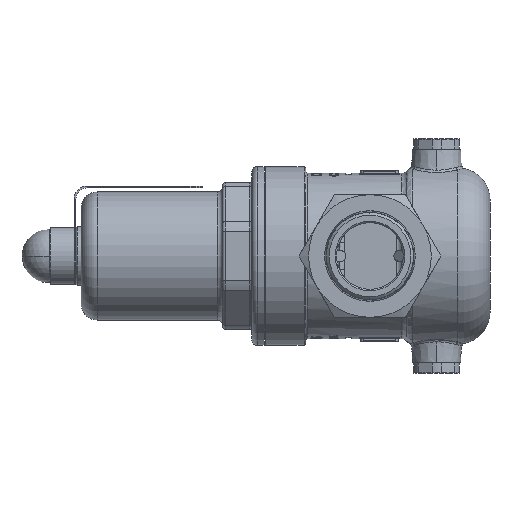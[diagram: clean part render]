
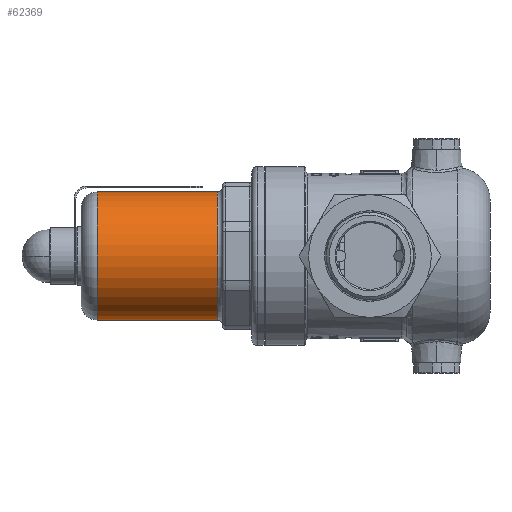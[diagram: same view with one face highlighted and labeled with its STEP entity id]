
A CAD part, left-side view. The second image highlights one B-rep face of the part: STEP entity #62369.
In plain terms, the highlighted cylindrical face has radius 24 mm (diameter 48 mm), a partial arc.
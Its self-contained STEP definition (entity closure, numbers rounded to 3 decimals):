
#1656 = AXIS2_PLACEMENT_3D ( 'NONE', #32498, #32500, #32501 ) ;
#2195 = VECTOR ( 'NONE', #3805, 1000. ) ;
#2462 = VECTOR ( 'NONE', #3822, 1000. ) ;
#2839 = CIRCLE ( 'NONE', #1656, 24. ) ;
#3204 = CIRCLE ( 'NONE', #3260, 24. ) ;
#3260 = AXIS2_PLACEMENT_3D ( 'NONE', #44056, #44059, #44062 ) ;
#3796 = CARTESIAN_POINT ( 'NONE',  ( 0., 143.157, -24. ) ) ;
#3800 = LINE ( 'NONE', #3796, #2195 ) ;
#3805 = DIRECTION ( 'NONE',  ( 0., 1., 0. ) ) ;
#3819 = LINE ( 'NONE', #3821, #2462 ) ;
#3821 = CARTESIAN_POINT ( 'NONE',  ( 0., 143.157, 24. ) ) ;
#3822 = DIRECTION ( 'NONE',  ( 0., 1., 0. ) ) ;
#16750 = CYLINDRICAL_SURFACE ( 'NONE', #24695, 24. ) ;
#16751 = FACE_OUTER_BOUND ( 'NONE', #21017, .T. ) ;
#16753 = CARTESIAN_POINT ( 'NONE',  ( 0., 143.157, 0. ) ) ;
#16775 = DIRECTION ( 'NONE',  ( 0., 1., 0. ) ) ;
#16777 = DIRECTION ( 'NONE',  ( 0., 0., 1. ) ) ;
#21017 = EDGE_LOOP ( 'NONE', ( #35153, #35148, #35145, #35151 ) ) ;
#24695 = AXIS2_PLACEMENT_3D ( 'NONE', #16753, #16775, #16777 ) ;
#32498 = CARTESIAN_POINT ( 'NONE',  ( 0., 57.2, 0. ) ) ;
#32500 = DIRECTION ( 'NONE',  ( 0., 1., 0. ) ) ;
#32501 = DIRECTION ( 'NONE',  ( 0., 0., 1. ) ) ;
#35145 = ORIENTED_EDGE ( 'NONE', *, *, #62065, .T. ) ;
#35148 = ORIENTED_EDGE ( 'NONE', *, *, #62164, .T. ) ;
#35151 = ORIENTED_EDGE ( 'NONE', *, *, #61917, .F. ) ;
#35153 = ORIENTED_EDGE ( 'NONE', *, *, #62060, .F. ) ;
#35662 = CARTESIAN_POINT ( 'NONE',  ( 0., 57.2, 24. ) ) ;
#35898 = CARTESIAN_POINT ( 'NONE',  ( 0., 102.2, 24. ) ) ;
#36323 = CARTESIAN_POINT ( 'NONE',  ( 0., 57.2, -24. ) ) ;
#36373 = CARTESIAN_POINT ( 'NONE',  ( 0., 102.2, -24. ) ) ;
#44056 = CARTESIAN_POINT ( 'NONE',  ( 0., 102.2, 0. ) ) ;
#44059 = DIRECTION ( 'NONE',  ( 0., 1., 0. ) ) ;
#44062 = DIRECTION ( 'NONE',  ( 0., 0., 1. ) ) ;
#48224 = VERTEX_POINT ( 'NONE', #35662 ) ;
#48893 = VERTEX_POINT ( 'NONE', #35898 ) ;
#49548 = VERTEX_POINT ( 'NONE', #36323 ) ;
#49597 = VERTEX_POINT ( 'NONE', #36373 ) ;
#61917 = EDGE_CURVE ( 'NONE', #49597, #48893, #3204, .T. ) ;
#62060 = EDGE_CURVE ( 'NONE', #49548, #49597, #3800, .T. ) ;
#62065 = EDGE_CURVE ( 'NONE', #48224, #48893, #3819, .T. ) ;
#62164 = EDGE_CURVE ( 'NONE', #49548, #48224, #2839, .T. ) ;
#62369 = ADVANCED_FACE ( 'NONE', ( #16751 ), #16750, .T. ) ;
